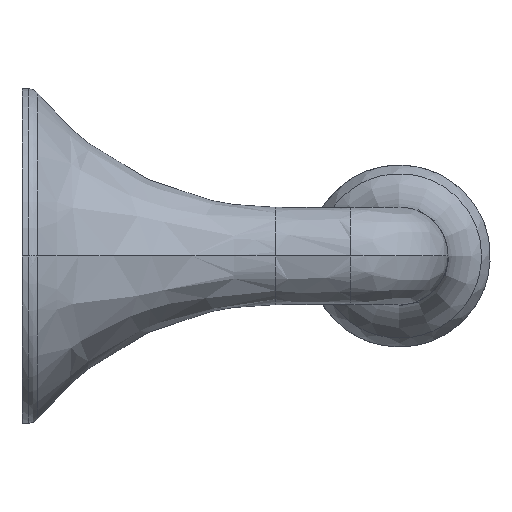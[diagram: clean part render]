
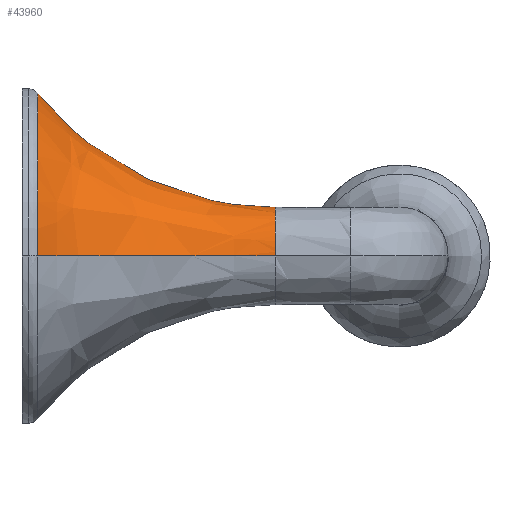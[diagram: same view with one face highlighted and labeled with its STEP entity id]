
A CAD part, left-side view. The second image highlights one B-rep face of the part: STEP entity #43960.
In plain terms, the highlighted free-form (B-spline) face has degree [2, 2] with [5, 3] control points.
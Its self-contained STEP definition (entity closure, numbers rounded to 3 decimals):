
#41420 = CARTESIAN_POINT ('', (8., -41.62, 0.));
#41430 = VERTEX_POINT ('', #41420);
#41510 = CARTESIAN_POINT ('', (-8., -41.62, 0.));
#41520 = VERTEX_POINT ('', #41510);
#41530 = CARTESIAN_POINT ('', (8., -41.62, 0.));
#41540 = CARTESIAN_POINT ('', (8., -41.62, 1.));
#41550 = CARTESIAN_POINT ('', (7.805, -41.62, 2.053));
#41560 = CARTESIAN_POINT ('', (7.4, -41.62, 3.04));
#41570 = CARTESIAN_POINT ('', (6.994, -41.62, 4.027));
#41580 = CARTESIAN_POINT ('', (6.379, -41.62, 4.942));
#41590 = CARTESIAN_POINT ('', (5.631, -41.62, 5.683));
#41600 = CARTESIAN_POINT ('', (5.257, -41.62, 6.053));
#41610 = CARTESIAN_POINT ('', (4.851, -41.62, 6.381));
#41620 = CARTESIAN_POINT ('', (4.428, -41.62, 6.663));
#41630 = CARTESIAN_POINT ('', (4.005, -41.62, 6.944));
#41640 = CARTESIAN_POINT ('', (3.566, -41.62, 7.18));
#41650 = CARTESIAN_POINT ('', (3.091, -41.62, 7.379));
#41660 = CARTESIAN_POINT ('', (2.14, -41.62, 7.777));
#41670 = CARTESIAN_POINT ('', (1.072, -41.62, 8.));
#41680 = CARTESIAN_POINT ('', (0., -41.62, 8.));
#41690 = CARTESIAN_POINT ('', (-1.072, -41.62, 8.));
#41700 = CARTESIAN_POINT ('', (-2.14, -41.62, 7.777));
#41710 = CARTESIAN_POINT ('', (-3.091, -41.62, 7.379));
#41720 = CARTESIAN_POINT ('', (-3.566, -41.62, 7.18));
#41730 = CARTESIAN_POINT ('', (-4.005, -41.62, 6.944));
#41740 = CARTESIAN_POINT ('', (-4.428, -41.62, 6.663));
#41750 = CARTESIAN_POINT ('', (-4.851, -41.62, 6.381));
#41760 = CARTESIAN_POINT ('', (-5.257, -41.62, 6.053));
#41770 = CARTESIAN_POINT ('', (-5.631, -41.62, 5.683));
#41780 = CARTESIAN_POINT ('', (-6.379, -41.62, 4.942));
#41790 = CARTESIAN_POINT ('', (-6.994, -41.62, 4.027));
#41800 = CARTESIAN_POINT ('', (-7.4, -41.62, 3.04));
#41810 = CARTESIAN_POINT ('', (-7.805, -41.62, 2.053));
#41820 = CARTESIAN_POINT ('', (-8., -41.62, 1.));
#41830 = CARTESIAN_POINT ('', (-8., -41.62, 0.));
#41840 = B_SPLINE_CURVE_WITH_KNOTS ('', 3, (#41530, #41540, #41550, #41560, #41570, #41580, #41590, #41600, #41610, #41620, #41630, #41640, #41650, #41660, #41670, #41680, #41690, #41700, #41710, #41720, #41730, #41740, #41750, #41760, #41770, #41780, #41790, #41800, #41810, #41820, #41830), .UNSPECIFIED., .F., .U., (4, 3, 3, 3, 3, 3, 3, 3, 3, 3, 4), (0., 0.125, 0.25, 0.313, 0.375, 0.5, 0.625, 0.688, 0.75, 0.875, 1.), .UNSPECIFIED.);
#41850 = EDGE_CURVE ('', #41430, #41520, #41840, .T.);
#42390 = CARTESIAN_POINT ('', (26.75, -2.589, 0.));
#42400 = VERTEX_POINT ('', #42390);
#42410 = CARTESIAN_POINT ('', (26.75, -2.589, 0.));
#42420 = CARTESIAN_POINT ('', (23.933, -4.844, 0.));
#42430 = CARTESIAN_POINT ('', (21.292, -7.465, 0.));
#42440 = CARTESIAN_POINT ('', (18.952, -10.391, 0.));
#42450 = CARTESIAN_POINT ('', (16.612, -13.317, 0.));
#42460 = CARTESIAN_POINT ('', (14.574, -16.548, 0.));
#42470 = CARTESIAN_POINT ('', (12.931, -19.969, 0.));
#42480 = CARTESIAN_POINT ('', (11.287, -23.391, 0.));
#42490 = CARTESIAN_POINT ('', (10.039, -27., 0.));
#42500 = CARTESIAN_POINT ('', (9.217, -30.656, 0.));
#42510 = CARTESIAN_POINT ('', (8.395, -34.312, 0.));
#42520 = CARTESIAN_POINT ('', (8., -38.012, 0.));
#42530 = CARTESIAN_POINT ('', (8., -41.62, 0.));
#42540 = B_SPLINE_CURVE_WITH_KNOTS ('', 3, (#42410, #42420, #42430, #42440, #42450, #42460, #42470, #42480, #42490, #42500, #42510, #42520, #42530), .UNSPECIFIED., .F., .U., (4, 3, 3, 3, 4), (0., 0.25, 0.5, 0.75, 1.), .UNSPECIFIED.);
#42550 = EDGE_CURVE ('', #42400, #41430, #42540, .T.);
#42580 = CARTESIAN_POINT ('', (-26.75, -2.589, 0.));
#42590 = VERTEX_POINT ('', #42580);
#42600 = CARTESIAN_POINT ('', (-8., -41.62, 0.));
#42610 = CARTESIAN_POINT ('', (-8., -38.012, 0.));
#42620 = CARTESIAN_POINT ('', (-8.395, -34.312, 0.));
#42630 = CARTESIAN_POINT ('', (-9.217, -30.656, 0.));
#42640 = CARTESIAN_POINT ('', (-10.039, -27., 0.));
#42650 = CARTESIAN_POINT ('', (-11.287, -23.391, 0.));
#42660 = CARTESIAN_POINT ('', (-12.931, -19.969, 0.));
#42670 = CARTESIAN_POINT ('', (-14.574, -16.548, 0.));
#42680 = CARTESIAN_POINT ('', (-16.612, -13.317, 0.));
#42690 = CARTESIAN_POINT ('', (-18.952, -10.391, 0.));
#42700 = CARTESIAN_POINT ('', (-21.292, -7.465, 0.));
#42710 = CARTESIAN_POINT ('', (-23.933, -4.844, 0.));
#42720 = CARTESIAN_POINT ('', (-26.75, -2.589, 0.));
#42730 = B_SPLINE_CURVE_WITH_KNOTS ('', 3, (#42600, #42610, #42620, #42630, #42640, #42650, #42660, #42670, #42680, #42690, #42700, #42710, #42720), .UNSPECIFIED., .F., .U., (4, 3, 3, 3, 4), (0., 0.25, 0.5, 0.75, 1.), .UNSPECIFIED.);
#42740 = EDGE_CURVE ('', #41520, #42590, #42730, .T.);
#43650 = ORIENTED_EDGE ('', *, *, #42550, .F.);
#43660 = CARTESIAN_POINT ('', (-26.75, -2.589, 0.));
#43670 = CARTESIAN_POINT ('', (-26.75, -2.589, 13.63));
#43680 = CARTESIAN_POINT ('', (-15.723, -2.589, 21.641));
#43690 = CARTESIAN_POINT ('', (5.918, -2.589, 37.364));
#43700 = CARTESIAN_POINT ('', (21.641, -2.589, 15.723));
#43710 = CARTESIAN_POINT ('', (26.75, -2.589, 8.692));
#43720 = CARTESIAN_POINT ('', (26.75, -2.589, 0.));
#43730 = (
   BOUNDED_CURVE ()
   B_SPLINE_CURVE (2, (#43660, #43670, #43680, #43690, #43700, #43710, #43720), .UNSPECIFIED., .F., .U.)
   B_SPLINE_CURVE_WITH_KNOTS ((3, 2, 2, 3), (0.101, 0.25, 0.5, 0.601), .UNSPECIFIED.)
   CURVE ()
   GEOMETRIC_REPRESENTATION_ITEM ()
   RATIONAL_B_SPLINE_CURVE ((0.735, 0.707, 0.856, 0.605, 0.856, 0.755, 0.735))
   REPRESENTATION_ITEM ('')
);
#43740 = EDGE_CURVE ('', #42590, #42400, #43730, .T.);
#43750 = ORIENTED_EDGE ('', *, *, #43740, .F.);
#43760 = ORIENTED_EDGE ('', *, *, #42740, .F.);
#43770 = ORIENTED_EDGE ('', *, *, #41850, .F.);
#43780 = EDGE_LOOP ('', (#43650, #43750, #43760, #43770));
#43790 = FACE_OUTER_BOUND ('', #43780, .T.);
#43800 = CARTESIAN_POINT ('', (26.75, -2.589, 0.));
#43810 = CARTESIAN_POINT ('', (8., -17.601, 0.));
#43820 = CARTESIAN_POINT ('', (8., -41.62, 0.));
#43830 = CARTESIAN_POINT ('', (26.75, -2.589, 26.75));
#43840 = CARTESIAN_POINT ('', (8., -17.601, 8.));
#43850 = CARTESIAN_POINT ('', (8., -41.62, 8.));
#43860 = CARTESIAN_POINT ('', (0., -2.589, 26.75));
#43870 = CARTESIAN_POINT ('', (0., -17.601, 8.));
#43880 = CARTESIAN_POINT ('', (0., -41.62, 8.));
#43890 = CARTESIAN_POINT ('', (-26.75, -2.589, 26.75));
#43900 = CARTESIAN_POINT ('', (-8., -17.601, 8.));
#43910 = CARTESIAN_POINT ('', (-8., -41.62, 8.));
#43920 = CARTESIAN_POINT ('', (-26.75, -2.589, 0.));
#43930 = CARTESIAN_POINT ('', (-8., -17.601, 0.));
#43940 = CARTESIAN_POINT ('', (-8., -41.62, 0.));
#43950 = (
   BOUNDED_SURFACE ()
   B_SPLINE_SURFACE (2, 2, ((#43800, #43810, #43820), (#43830, #43840, #43850), (#43860, #43870, #43880), (#43890, #43900, #43910), (#43920, #43930, #43940)), .UNSPECIFIED., .F., .F., .U.)
   B_SPLINE_SURFACE_WITH_KNOTS ((3, 2, 3), (3, 3), (0.5, 0.75, 1.), (0.358, 0.5), .UNSPECIFIED.)
   SURFACE ()
   GEOMETRIC_REPRESENTATION_ITEM ()
   RATIONAL_B_SPLINE_SURFACE (((0.856, 0.834, 1.), (0.605, 0.59, 0.707), (0.856, 0.834, 1.), (0.605, 0.59, 0.707), (0.856, 0.834, 1.)))
   REPRESENTATION_ITEM ('')
);
#43960 = ADVANCED_FACE ('', (#43790), #43950, .T.);
